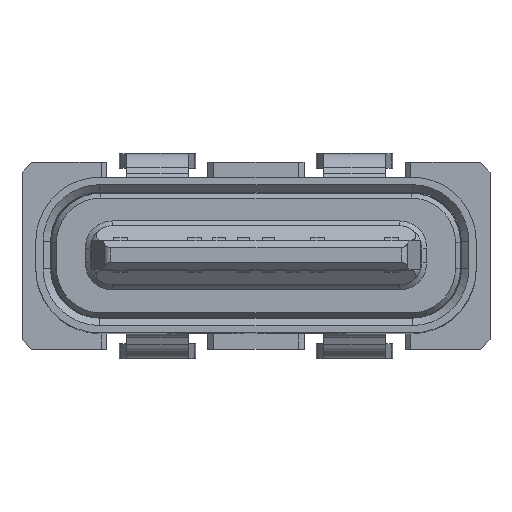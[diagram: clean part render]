
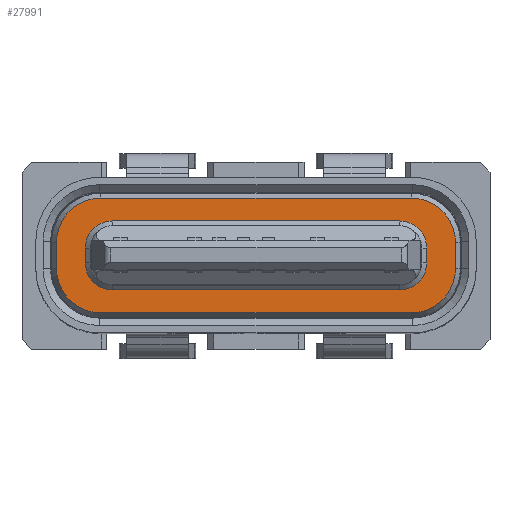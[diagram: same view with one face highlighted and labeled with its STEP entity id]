
A CAD part, top view. The second image highlights one B-rep face of the part: STEP entity #27991.
In plain terms, the highlighted planar face has unit normal (0, 0, 1).
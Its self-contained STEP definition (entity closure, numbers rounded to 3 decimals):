
#85 = ORIENTED_EDGE ( 'NONE', *, *, #6448, .T. ) ;
#722 = CARTESIAN_POINT ( 'NONE',  ( -3.15, -1.165, 3. ) ) ;
#2069 = CIRCLE ( 'NONE', #24727, 0.9 ) ;
#2315 = CARTESIAN_POINT ( 'NONE',  ( -2.915, -0.15, 3. ) ) ;
#2605 = AXIS2_PLACEMENT_3D ( 'NONE', #2315, #29090, #35816 ) ;
#2813 = CARTESIAN_POINT ( 'NONE',  ( 0., -1.165, 3. ) ) ;
#2856 = VERTEX_POINT ( 'NONE', #33109 ) ;
#2862 = DIRECTION ( 'NONE',  ( 1., 0., 0. ) ) ;
#2963 = VECTOR ( 'NONE', #28078, 1000. ) ;
#3294 = DIRECTION ( 'NONE',  ( 1., 0., 0. ) ) ;
#3397 = EDGE_LOOP ( 'NONE', ( #30489, #6048, #4157, #6695, #33680, #12330, #23708, #19325 ) ) ;
#3515 = DIRECTION ( 'NONE',  ( 1., 0., 0. ) ) ;
#4157 = ORIENTED_EDGE ( 'NONE', *, *, #5431, .T. ) ;
#4230 = CARTESIAN_POINT ( 'NONE',  ( 0., -0.7, 3. ) ) ;
#4572 = VERTEX_POINT ( 'NONE', #10569 ) ;
#5020 = DIRECTION ( 'NONE',  ( 1., 0., 0. ) ) ;
#5383 = EDGE_LOOP ( 'NONE', ( #30439, #14187, #85, #17178, #25098, #26378, #18878, #11809 ) ) ;
#5423 = DIRECTION ( 'NONE',  ( 0., 0., 1. ) ) ;
#5431 = EDGE_CURVE ( 'NONE', #34212, #19856, #37430, .T. ) ;
#6048 = ORIENTED_EDGE ( 'NONE', *, *, #31860, .T. ) ;
#6448 = EDGE_CURVE ( 'NONE', #4572, #35099, #11969, .T. ) ;
#6695 = ORIENTED_EDGE ( 'NONE', *, *, #18033, .T. ) ;
#6760 = DIRECTION ( 'NONE',  ( -1., 0., 0. ) ) ;
#7214 = CARTESIAN_POINT ( 'NONE',  ( 4.05, -0.265, 3. ) ) ;
#7257 = DIRECTION ( 'NONE',  ( 0., 0., 1. ) ) ;
#7793 = DIRECTION ( 'NONE',  ( 0., -1., 0. ) ) ;
#8097 = CARTESIAN_POINT ( 'NONE',  ( 2.915, -0.7, 3. ) ) ;
#8597 = VERTEX_POINT ( 'NONE', #22581 ) ;
#8698 = CARTESIAN_POINT ( 'NONE',  ( 2.915, -0.15, 3. ) ) ;
#9106 = CARTESIAN_POINT ( 'NONE',  ( -2.915, 0.7, 3. ) ) ;
#9121 = CIRCLE ( 'NONE', #24214, 0.9 ) ;
#9161 = DIRECTION ( 'NONE',  ( 1., 0., 0. ) ) ;
#9174 = AXIS2_PLACEMENT_3D ( 'NONE', #28367, #37111, #37899 ) ;
#9485 = DIRECTION ( 'NONE',  ( 0., 1., 0. ) ) ;
#9657 = EDGE_CURVE ( 'NONE', #16247, #22774, #19964, .T. ) ;
#10328 = DIRECTION ( 'NONE',  ( 0., 0., 1. ) ) ;
#10437 = CARTESIAN_POINT ( 'NONE',  ( 3.15, 1.165, 3. ) ) ;
#10564 = CARTESIAN_POINT ( 'NONE',  ( -2.915, -0.7, 3. ) ) ;
#10569 = CARTESIAN_POINT ( 'NONE',  ( 3.15, -1.165, 3. ) ) ;
#11809 = ORIENTED_EDGE ( 'NONE', *, *, #9657, .T. ) ;
#11969 = CIRCLE ( 'NONE', #22065, 0.9 ) ;
#12033 = DIRECTION ( 'NONE',  ( 0., 0., -1. ) ) ;
#12330 = ORIENTED_EDGE ( 'NONE', *, *, #30321, .T. ) ;
#13034 = CARTESIAN_POINT ( 'NONE',  ( 4.05, 0., 3. ) ) ;
#13850 = DIRECTION ( 'NONE',  ( 0., -1., 0. ) ) ;
#14187 = ORIENTED_EDGE ( 'NONE', *, *, #22364, .T. ) ;
#14202 = CIRCLE ( 'NONE', #21759, 0.55 ) ;
#14479 = LINE ( 'NONE', #2813, #34251 ) ;
#15182 = VERTEX_POINT ( 'NONE', #8097 ) ;
#16247 = VERTEX_POINT ( 'NONE', #27392 ) ;
#17080 = CARTESIAN_POINT ( 'NONE',  ( 3.465, 0., 3. ) ) ;
#17178 = ORIENTED_EDGE ( 'NONE', *, *, #23617, .T. ) ;
#17669 = EDGE_CURVE ( 'NONE', #35499, #16247, #20123, .T. ) ;
#18033 = EDGE_CURVE ( 'NONE', #19856, #8597, #28837, .T. ) ;
#18214 = CARTESIAN_POINT ( 'NONE',  ( 3.465, 0.15, 3. ) ) ;
#18878 = ORIENTED_EDGE ( 'NONE', *, *, #17669, .T. ) ;
#18933 = VERTEX_POINT ( 'NONE', #722 ) ;
#19065 = LINE ( 'NONE', #24552, #2963 ) ;
#19070 = AXIS2_PLACEMENT_3D ( 'NONE', #33874, #30694, #3294 ) ;
#19132 = EDGE_CURVE ( 'NONE', #2856, #23883, #9121, .T. ) ;
#19195 = CARTESIAN_POINT ( 'NONE',  ( -4.05, 0., 3. ) ) ;
#19325 = ORIENTED_EDGE ( 'NONE', *, *, #35029, .T. ) ;
#19703 = VERTEX_POINT ( 'NONE', #39037 ) ;
#19856 = VERTEX_POINT ( 'NONE', #18214 ) ;
#19964 = LINE ( 'NONE', #19195, #38100 ) ;
#20123 = CIRCLE ( 'NONE', #35198, 0.9 ) ;
#20440 = CARTESIAN_POINT ( 'NONE',  ( 3.15, -0.265, 3. ) ) ;
#20908 = CIRCLE ( 'NONE', #2605, 0.55 ) ;
#21131 = VERTEX_POINT ( 'NONE', #9106 ) ;
#21341 = VECTOR ( 'NONE', #22366, 1000. ) ;
#21577 = PLANE ( 'NONE',  #26796 ) ;
#21759 = AXIS2_PLACEMENT_3D ( 'NONE', #8698, #12033, #9485 ) ;
#21805 = CARTESIAN_POINT ( 'NONE',  ( 0., 0.7, 3. ) ) ;
#22065 = AXIS2_PLACEMENT_3D ( 'NONE', #20440, #23555, #2862 ) ;
#22280 = VERTEX_POINT ( 'NONE', #10564 ) ;
#22364 = EDGE_CURVE ( 'NONE', #18933, #4572, #14479, .T. ) ;
#22366 = DIRECTION ( 'NONE',  ( -1., 0., 0. ) ) ;
#22581 = CARTESIAN_POINT ( 'NONE',  ( 3.465, -0.15, 3. ) ) ;
#22774 = VERTEX_POINT ( 'NONE', #33526 ) ;
#23555 = DIRECTION ( 'NONE',  ( 0., 0., 1. ) ) ;
#23583 = EDGE_CURVE ( 'NONE', #33059, #21131, #34358, .T. ) ;
#23617 = EDGE_CURVE ( 'NONE', #35099, #2856, #34507, .T. ) ;
#23708 = ORIENTED_EDGE ( 'NONE', *, *, #38554, .T. ) ;
#23883 = VERTEX_POINT ( 'NONE', #10437 ) ;
#23892 = DIRECTION ( 'NONE',  ( 0., 0., 1. ) ) ;
#24214 = AXIS2_PLACEMENT_3D ( 'NONE', #27064, #5423, #9161 ) ;
#24484 = FACE_BOUND ( 'NONE', #3397, .T. ) ;
#24552 = CARTESIAN_POINT ( 'NONE',  ( -3.465, 0., 3. ) ) ;
#24727 = AXIS2_PLACEMENT_3D ( 'NONE', #34541, #10328, #36940 ) ;
#24883 = VECTOR ( 'NONE', #34308, 1000. ) ;
#25098 = ORIENTED_EDGE ( 'NONE', *, *, #19132, .T. ) ;
#25774 = CARTESIAN_POINT ( 'NONE',  ( -3.465, 0.15, 3. ) ) ;
#25784 = VECTOR ( 'NONE', #7793, 1000. ) ;
#26121 = CARTESIAN_POINT ( 'NONE',  ( 2.915, 0.7, 3. ) ) ;
#26143 = EDGE_CURVE ( 'NONE', #35499, #23883, #32793, .T. ) ;
#26235 = EDGE_CURVE ( 'NONE', #22774, #18933, #2069, .T. ) ;
#26378 = ORIENTED_EDGE ( 'NONE', *, *, #26143, .F. ) ;
#26796 = AXIS2_PLACEMENT_3D ( 'NONE', #33761, #23892, #6760 ) ;
#27042 = CARTESIAN_POINT ( 'NONE',  ( 0., 1.165, 3. ) ) ;
#27064 = CARTESIAN_POINT ( 'NONE',  ( 3.15, 0.265, 3. ) ) ;
#27392 = CARTESIAN_POINT ( 'NONE',  ( -4.05, 0.265, 3. ) ) ;
#27492 = EDGE_CURVE ( 'NONE', #8597, #15182, #14202, .T. ) ;
#27858 = LINE ( 'NONE', #21805, #35932 ) ;
#27991 = ADVANCED_FACE ( 'NONE', ( #36335, #24484 ), #21577, .T. ) ;
#28078 = DIRECTION ( 'NONE',  ( 0., 1., 0. ) ) ;
#28367 = CARTESIAN_POINT ( 'NONE',  ( -2.915, 0.15, 3. ) ) ;
#28837 = LINE ( 'NONE', #17080, #25784 ) ;
#29090 = DIRECTION ( 'NONE',  ( 0., 0., -1. ) ) ;
#30321 = EDGE_CURVE ( 'NONE', #15182, #22280, #36763, .T. ) ;
#30439 = ORIENTED_EDGE ( 'NONE', *, *, #26235, .T. ) ;
#30489 = ORIENTED_EDGE ( 'NONE', *, *, #23583, .T. ) ;
#30503 = CARTESIAN_POINT ( 'NONE',  ( -3.15, 0.265, 3. ) ) ;
#30694 = DIRECTION ( 'NONE',  ( 0., 0., -1. ) ) ;
#31860 = EDGE_CURVE ( 'NONE', #21131, #34212, #27858, .T. ) ;
#32793 = LINE ( 'NONE', #27042, #38008 ) ;
#33059 = VERTEX_POINT ( 'NONE', #25774 ) ;
#33109 = CARTESIAN_POINT ( 'NONE',  ( 4.05, 0.265, 3. ) ) ;
#33526 = CARTESIAN_POINT ( 'NONE',  ( -4.05, -0.265, 3. ) ) ;
#33680 = ORIENTED_EDGE ( 'NONE', *, *, #27492, .T. ) ;
#33761 = CARTESIAN_POINT ( 'NONE',  ( 4.212, 1.212, 3. ) ) ;
#33874 = CARTESIAN_POINT ( 'NONE',  ( 2.915, 0.15, 3. ) ) ;
#33999 = DIRECTION ( 'NONE',  ( 1., 0., 0. ) ) ;
#34212 = VERTEX_POINT ( 'NONE', #26121 ) ;
#34251 = VECTOR ( 'NONE', #5020, 1000. ) ;
#34308 = DIRECTION ( 'NONE',  ( 0., 1., 0. ) ) ;
#34358 = CIRCLE ( 'NONE', #9174, 0.55 ) ;
#34507 = LINE ( 'NONE', #13034, #24883 ) ;
#34541 = CARTESIAN_POINT ( 'NONE',  ( -3.15, -0.265, 3. ) ) ;
#35029 = EDGE_CURVE ( 'NONE', #19703, #33059, #19065, .T. ) ;
#35099 = VERTEX_POINT ( 'NONE', #7214 ) ;
#35198 = AXIS2_PLACEMENT_3D ( 'NONE', #30503, #7257, #3515 ) ;
#35499 = VERTEX_POINT ( 'NONE', #37857 ) ;
#35816 = DIRECTION ( 'NONE',  ( 1., 0., 0. ) ) ;
#35932 = VECTOR ( 'NONE', #33999, 1000. ) ;
#36335 = FACE_OUTER_BOUND ( 'NONE', #5383, .T. ) ;
#36551 = DIRECTION ( 'NONE',  ( 1., 0., 0. ) ) ;
#36763 = LINE ( 'NONE', #4230, #21341 ) ;
#36940 = DIRECTION ( 'NONE',  ( 1., 0., 0. ) ) ;
#37111 = DIRECTION ( 'NONE',  ( 0., 0., -1. ) ) ;
#37430 = CIRCLE ( 'NONE', #19070, 0.55 ) ;
#37857 = CARTESIAN_POINT ( 'NONE',  ( -3.15, 1.165, 3. ) ) ;
#37899 = DIRECTION ( 'NONE',  ( 1., 0., 0. ) ) ;
#38008 = VECTOR ( 'NONE', #36551, 1000. ) ;
#38100 = VECTOR ( 'NONE', #13850, 1000. ) ;
#38554 = EDGE_CURVE ( 'NONE', #22280, #19703, #20908, .T. ) ;
#39037 = CARTESIAN_POINT ( 'NONE',  ( -3.465, -0.15, 3. ) ) ;
